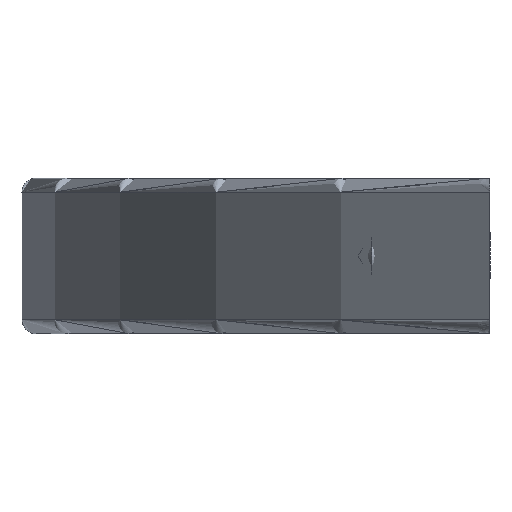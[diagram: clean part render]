
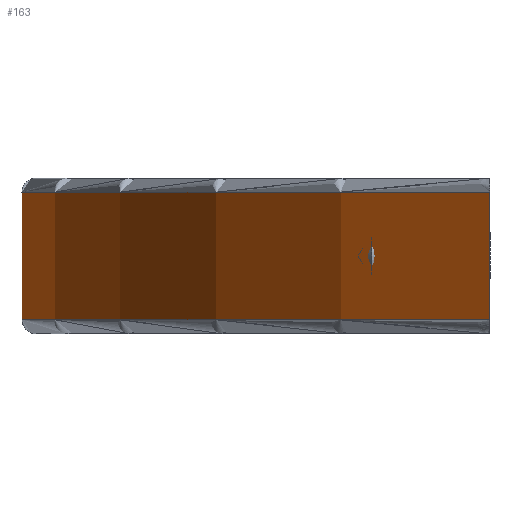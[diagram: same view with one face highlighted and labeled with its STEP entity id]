
A CAD part, left-side view. The second image highlights one B-rep face of the part: STEP entity #163.
In plain terms, the highlighted cylindrical face has radius 97.529 mm (diameter 195.059 mm), a partial arc.
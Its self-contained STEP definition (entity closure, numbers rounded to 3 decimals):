
#14 = VERTEX_POINT ( 'NONE', #44 ) ;
#18 = DIRECTION ( 'NONE',  ( 1., 0., 0. ) ) ;
#44 = CARTESIAN_POINT ( 'NONE',  ( 74., 0., -4.6 ) ) ;
#70 = DIRECTION ( 'NONE',  ( 0., 0., 1. ) ) ;
#76 = FACE_OUTER_BOUND ( 'NONE', #420, .T. ) ;
#83 = ORIENTED_EDGE ( 'NONE', *, *, #405, .F. ) ;
#109 = DIRECTION ( 'NONE',  ( 0.759, 0.651, 0. ) ) ;
#135 = CIRCLE ( 'NONE', #353, 97.529 ) ;
#139 = VECTOR ( 'NONE', #221, 1000. ) ;
#145 = EDGE_CURVE ( 'NONE', #14, #330, #257, .T. ) ;
#151 = AXIS2_PLACEMENT_3D ( 'NONE', #562, #70, #109 ) ;
#163 = ADVANCED_FACE ( 'NONE', ( #76 ), #311, .T. ) ;
#173 = DIRECTION ( 'NONE',  ( 0., 0., 1. ) ) ;
#183 = ORIENTED_EDGE ( 'NONE', *, *, #301, .T. ) ;
#188 = ORIENTED_EDGE ( 'NONE', *, *, #198, .F. ) ;
#190 = VERTEX_POINT ( 'NONE', #566 ) ;
#198 = EDGE_CURVE ( 'NONE', #14, #190, #471, .T. ) ;
#221 = DIRECTION ( 'NONE',  ( 0., 0., 1. ) ) ;
#223 = VERTEX_POINT ( 'NONE', #232 ) ;
#232 = CARTESIAN_POINT ( 'NONE',  ( -74., 0., 4.6 ) ) ;
#257 = CIRCLE ( 'NONE', #151, 97.529 ) ;
#272 = CARTESIAN_POINT ( 'NONE',  ( 0., -63.529, 0. ) ) ;
#297 = LINE ( 'NONE', #636, #350 ) ;
#301 = EDGE_CURVE ( 'NONE', #330, #223, #297, .T. ) ;
#311 = CYLINDRICAL_SURFACE ( 'NONE', #613, 97.529 ) ;
#318 = CARTESIAN_POINT ( 'NONE',  ( 74., 0., 4.6 ) ) ;
#330 = VERTEX_POINT ( 'NONE', #483 ) ;
#350 = VECTOR ( 'NONE', #586, 1000. ) ;
#351 = DIRECTION ( 'NONE',  ( 0., 0., 1. ) ) ;
#353 = AXIS2_PLACEMENT_3D ( 'NONE', #603, #351, #649 ) ;
#405 = EDGE_CURVE ( 'NONE', #190, #223, #135, .T. ) ;
#420 = EDGE_LOOP ( 'NONE', ( #83, #188, #494, #183 ) ) ;
#471 = LINE ( 'NONE', #318, #139 ) ;
#483 = CARTESIAN_POINT ( 'NONE',  ( -74., 0., -4.6 ) ) ;
#494 = ORIENTED_EDGE ( 'NONE', *, *, #145, .T. ) ;
#562 = CARTESIAN_POINT ( 'NONE',  ( 0., -63.529, -4.6 ) ) ;
#566 = CARTESIAN_POINT ( 'NONE',  ( 74., 0., 4.6 ) ) ;
#586 = DIRECTION ( 'NONE',  ( 0., 0., 1. ) ) ;
#603 = CARTESIAN_POINT ( 'NONE',  ( 0., -63.529, 4.6 ) ) ;
#613 = AXIS2_PLACEMENT_3D ( 'NONE', #272, #173, #18 ) ;
#636 = CARTESIAN_POINT ( 'NONE',  ( -74., 0., 4.6 ) ) ;
#649 = DIRECTION ( 'NONE',  ( 0.759, 0.651, 0. ) ) ;
